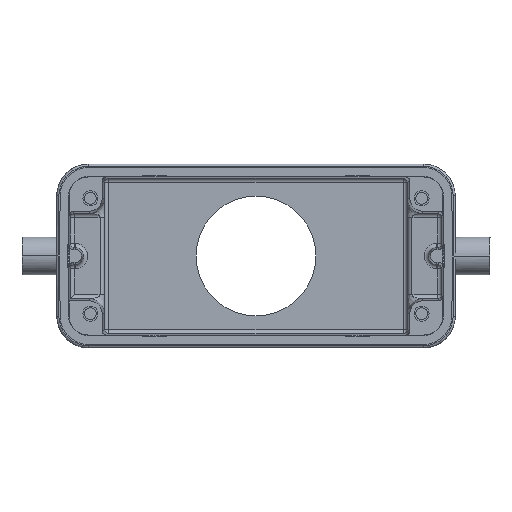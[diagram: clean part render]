
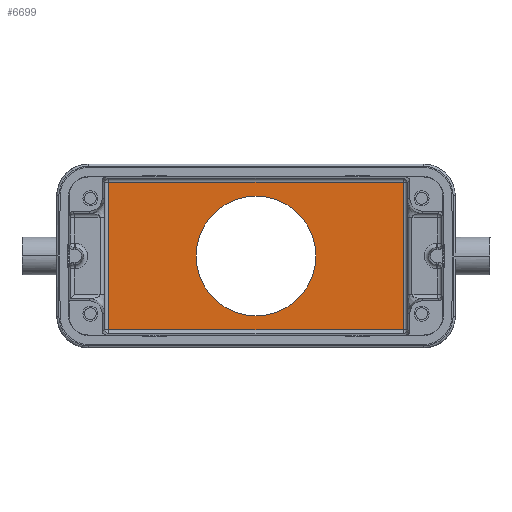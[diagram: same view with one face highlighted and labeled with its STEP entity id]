
A CAD part, front view. The second image highlights one B-rep face of the part: STEP entity #6699.
In plain terms, the highlighted planar face has unit normal (0, -1, 0).
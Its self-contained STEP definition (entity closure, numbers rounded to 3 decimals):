
#1060=CARTESIAN_POINT('',(0.,43.,0.));
#1061=DIRECTION('',(0.,-1.,0.));
#1062=DIRECTION('',(-1.,0.,0.));
#1063=AXIS2_PLACEMENT_3D('',#1060,#1061,#1062);
#1065=CARTESIAN_POINT('',(0.,43.,0.));
#1066=DIRECTION('',(0.,-1.,0.));
#1067=DIRECTION('',(1.,0.,0.));
#1068=AXIS2_PLACEMENT_3D('',#1065,#1066,#1067);
#1074=DIRECTION('',(-1.,0.,0.));
#1075=VECTOR('',#1074,68.89);
#1076=CARTESIAN_POINT('',(34.445,43.,17.222));
#1077=LINE('',#1076,#1075);
#1109=DIRECTION('',(0.,0.,-1.));
#1110=VECTOR('',#1109,34.445);
#1111=CARTESIAN_POINT('',(-34.445,43.,17.222));
#1112=LINE('',#1111,#1110);
#1132=DIRECTION('',(1.,0.,0.));
#1133=VECTOR('',#1132,68.89);
#1134=CARTESIAN_POINT('',(-34.445,43.,-17.222));
#1135=LINE('',#1134,#1133);
#1159=DIRECTION('',(0.,0.,1.));
#1160=VECTOR('',#1159,34.445);
#1161=CARTESIAN_POINT('',(34.445,43.,-17.222));
#1162=LINE('',#1161,#1160);
#4862=CARTESIAN_POINT('',(-34.445,43.,-17.222));
#4863=VERTEX_POINT('',#4862);
#4864=CARTESIAN_POINT('',(-34.445,43.,17.222));
#4865=VERTEX_POINT('',#4864);
#4866=CARTESIAN_POINT('',(34.445,43.,17.222));
#4867=VERTEX_POINT('',#4866);
#4868=CARTESIAN_POINT('',(34.445,43.,-17.222));
#4869=VERTEX_POINT('',#4868);
#4870=CARTESIAN_POINT('',(-14.,43.,0.));
#4871=CARTESIAN_POINT('',(14.,43.,0.));
#4872=VERTEX_POINT('',#4870);
#4873=VERTEX_POINT('',#4871);
#6680=CARTESIAN_POINT('',(45.5,43.,-21.5));
#6681=DIRECTION('',(0.,1.,0.));
#6682=DIRECTION('',(1.,0.,0.));
#6683=AXIS2_PLACEMENT_3D('',#6680,#6681,#6682);
#6684=PLANE('',#6683);
#6686=ORIENTED_EDGE('',*,*,#6685,.F.);
#6688=ORIENTED_EDGE('',*,*,#6687,.F.);
#6690=ORIENTED_EDGE('',*,*,#6689,.F.);
#6692=ORIENTED_EDGE('',*,*,#6691,.F.);
#6693=EDGE_LOOP('',(#6686,#6688,#6690,#6692));
#6694=FACE_OUTER_BOUND('',#6693,.F.);
#6695=ORIENTED_EDGE('',*,*,#6660,.T.);
#6696=ORIENTED_EDGE('',*,*,#6674,.T.);
#6697=EDGE_LOOP('',(#6695,#6696));
#6698=FACE_BOUND('',#6697,.F.);
#1064=CIRCLE('',#1063,14.);
#1069=CIRCLE('',#1068,14.);
#6660=EDGE_CURVE('',#4872,#4873,#1064,.T.);
#6674=EDGE_CURVE('',#4873,#4872,#1069,.T.);
#6685=EDGE_CURVE('',#4867,#4865,#1077,.T.);
#6687=EDGE_CURVE('',#4869,#4867,#1162,.T.);
#6689=EDGE_CURVE('',#4863,#4869,#1135,.T.);
#6691=EDGE_CURVE('',#4865,#4863,#1112,.T.);
#6699=ADVANCED_FACE('',(#6694,#6698),#6684,.F.);
